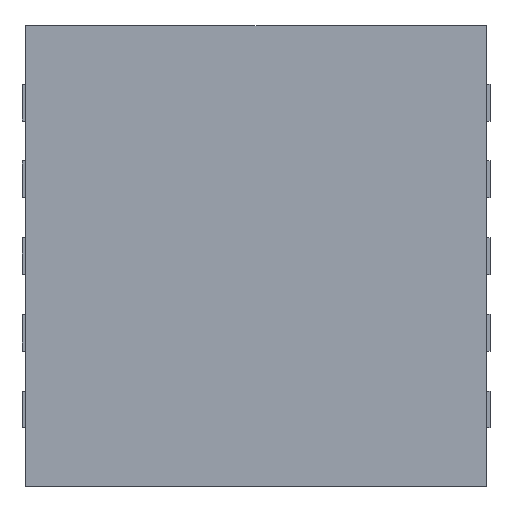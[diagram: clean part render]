
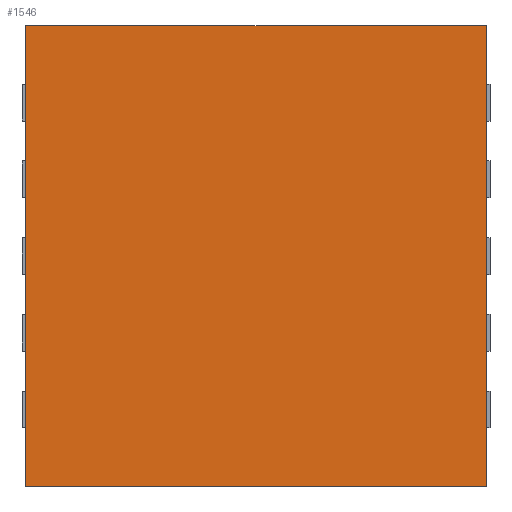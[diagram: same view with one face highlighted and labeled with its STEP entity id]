
A CAD part, top view. The second image highlights one B-rep face of the part: STEP entity #1546.
In plain terms, the highlighted planar face has unit normal (0, 0, 1).
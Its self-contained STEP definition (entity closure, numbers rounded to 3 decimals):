
#820 = VERTEX_POINT('',#821);
#821 = CARTESIAN_POINT('',(1.5,1.5,0.875));
#827 = EDGE_CURVE('',#820,#828,#830,.T.);
#828 = VERTEX_POINT('',#829);
#829 = CARTESIAN_POINT('',(1.5,-1.5,0.875));
#830 = LINE('',#831,#832);
#831 = CARTESIAN_POINT('',(1.5,0.,0.875));
#832 = VECTOR('',#833,1.);
#833 = DIRECTION('',(0.,-1.,0.));
#1546 = ADVANCED_FACE('',(#1547),#1572,.T.);
#1547 = FACE_BOUND('',#1548,.T.);
#1548 = EDGE_LOOP('',(#1549,#1557,#1558,#1566));
#1549 = ORIENTED_EDGE('',*,*,#1550,.F.);
#1550 = EDGE_CURVE('',#828,#1551,#1553,.T.);
#1551 = VERTEX_POINT('',#1552);
#1552 = CARTESIAN_POINT('',(-1.5,-1.5,0.875));
#1553 = LINE('',#1554,#1555);
#1554 = CARTESIAN_POINT('',(0.,-1.5,0.875));
#1555 = VECTOR('',#1556,1.);
#1556 = DIRECTION('',(-1.,0.,0.));
#1557 = ORIENTED_EDGE('',*,*,#827,.F.);
#1558 = ORIENTED_EDGE('',*,*,#1559,.F.);
#1559 = EDGE_CURVE('',#1560,#820,#1562,.T.);
#1560 = VERTEX_POINT('',#1561);
#1561 = CARTESIAN_POINT('',(-1.5,1.5,0.875));
#1562 = LINE('',#1563,#1564);
#1563 = CARTESIAN_POINT('',(0.,1.5,0.875));
#1564 = VECTOR('',#1565,1.);
#1565 = DIRECTION('',(1.,0.,0.));
#1566 = ORIENTED_EDGE('',*,*,#1567,.F.);
#1567 = EDGE_CURVE('',#1551,#1560,#1568,.T.);
#1568 = LINE('',#1569,#1570);
#1569 = CARTESIAN_POINT('',(-1.5,0.,0.875));
#1570 = VECTOR('',#1571,1.);
#1571 = DIRECTION('',(0.,1.,0.));
#1572 = PLANE('',#1573);
#1573 = AXIS2_PLACEMENT_3D('',#1574,#1575,#1576);
#1574 = CARTESIAN_POINT('',(0.,0.,0.875)
  );
#1575 = DIRECTION('',(0.,0.,1.));
#1576 = DIRECTION('',(-1.,0.,0.));
